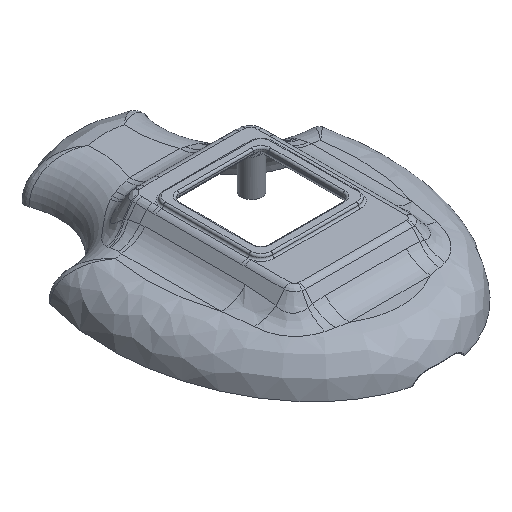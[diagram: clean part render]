
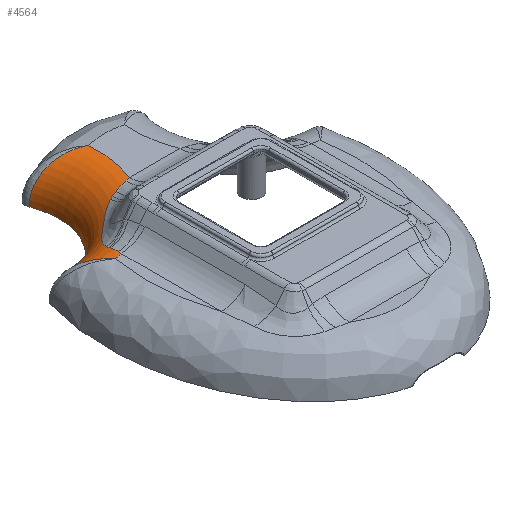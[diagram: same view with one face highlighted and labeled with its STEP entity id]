
A CAD part, isometric view. The second image highlights one B-rep face of the part: STEP entity #4564.
In plain terms, the highlighted toroidal (fillet/blend) face has major radius 26.5 mm and minor radius 10 mm.
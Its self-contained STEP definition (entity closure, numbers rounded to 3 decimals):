
#37=TOROIDAL_SURFACE('',#4924,26.5,10.);
#824=FACE_OUTER_BOUND('',#1110,.T.);
#1110=EDGE_LOOP('',(#3959,#3960,#3961,#3962,#3963,#3964,#3965,#3966,#3967,
#3968,#3969,#3970,#3971,#3972));
#1201=CIRCLE('',#4681,16.5);
#1346=CIRCLE('',#4923,26.5);
#1347=CIRCLE('',#4925,26.5);
#1525=B_SPLINE_CURVE_WITH_KNOTS('',3,(#8165,#8166,#8167,#8168,#8169,#8170,
#8171,#8172,#8173,#8174,#8175),.UNSPECIFIED.,.F.,.F.,(4,1,1,1,1,1,1,1,4),
(-0.002,0.236,0.473,0.592,
0.711,0.949,1.186,1.424,1.661),
 .UNSPECIFIED.);
#1665=B_SPLINE_CURVE_WITH_KNOTS('',3,(#10891,#10892,#10893,#10894),
 .UNSPECIFIED.,.F.,.F.,(4,4),(-0.001,0.116),
 .UNSPECIFIED.);
#1666=B_SPLINE_CURVE_WITH_KNOTS('',3,(#10917,#10918,#10919,#10920),
 .UNSPECIFIED.,.F.,.F.,(4,4),(0.,0.109),.UNSPECIFIED.);
#1668=B_SPLINE_CURVE_WITH_KNOTS('',3,(#10952,#10953,#10954,#10955),
 .UNSPECIFIED.,.F.,.F.,(4,4),(0.006,0.36),
 .UNSPECIFIED.);
#1669=B_SPLINE_CURVE_WITH_KNOTS('',3,(#10975,#10976,#10977,#10978),
 .UNSPECIFIED.,.F.,.F.,(4,4),(0.006,0.177),
 .UNSPECIFIED.);
#1671=B_SPLINE_CURVE_WITH_KNOTS('',3,(#11004,#11005,#11006,#11007),
 .UNSPECIFIED.,.F.,.F.,(4,4),(0.,0.121),.UNSPECIFIED.);
#1672=B_SPLINE_CURVE_WITH_KNOTS('',3,(#11030,#11031,#11032,#11033),
 .UNSPECIFIED.,.F.,.F.,(4,4),(0.,0.49),.UNSPECIFIED.);
#1673=B_SPLINE_CURVE_WITH_KNOTS('',3,(#11059,#11060,#11061,#11062),
 .UNSPECIFIED.,.F.,.F.,(4,4),(0.,0.129),
 .UNSPECIFIED.);
#1698=B_SPLINE_CURVE_WITH_KNOTS('',3,(#11547,#11548,#11549,#11550),
 .UNSPECIFIED.,.F.,.F.,(4,4),(0.,0.188),
 .UNSPECIFIED.);
#1699=B_SPLINE_CURVE_WITH_KNOTS('',3,(#11650,#11651,#11652,#11653,#11654,
#11655,#11656,#11657,#11658,#11659,#11660,#11661,#11662,#11663,#11664),
 .UNSPECIFIED.,.F.,.F.,(4,1,1,1,1,1,1,1,1,1,2,4),(0.,0.145,
0.29,0.436,0.581,0.726,
0.871,1.016,1.162,1.307,1.452,
1.453),.UNSPECIFIED.);
#1700=B_SPLINE_CURVE_WITH_KNOTS('',3,(#11665,#11666,#11667,#11668,#11669,
#11670,#11671,#11672,#11673,#11674),.UNSPECIFIED.,.F.,.F.,(4,2,1,1,1,1,
4),(-0.002,0.,0.281,0.563,0.844,
1.125,1.407),.UNSPECIFIED.);
#1741=VERTEX_POINT('',#6238);
#1742=VERTEX_POINT('',#6240);
#1787=VERTEX_POINT('',#6795);
#1861=VERTEX_POINT('',#8129);
#1862=VERTEX_POINT('',#8164);
#2070=VERTEX_POINT('',#10890);
#2071=VERTEX_POINT('',#10916);
#2072=VERTEX_POINT('',#10951);
#2073=VERTEX_POINT('',#10973);
#2074=VERTEX_POINT('',#10974);
#2075=VERTEX_POINT('',#11028);
#2076=VERTEX_POINT('',#11035);
#2093=VERTEX_POINT('',#11500);
#2094=VERTEX_POINT('',#11648);
#2191=EDGE_CURVE('',#1742,#1741,#1201,.T.);
#2348=EDGE_CURVE('',#1861,#1862,#1525,.T.);
#2689=EDGE_CURVE('',#1862,#2070,#1665,.T.);
#2691=EDGE_CURVE('',#2070,#2071,#1666,.T.);
#2693=EDGE_CURVE('',#2071,#2072,#1668,.T.);
#2695=EDGE_CURVE('',#2073,#2074,#1669,.T.);
#2698=EDGE_CURVE('',#2074,#1861,#1671,.T.);
#2700=EDGE_CURVE('',#2075,#2073,#1672,.T.);
#2704=EDGE_CURVE('',#2072,#2076,#1673,.T.);
#2742=EDGE_CURVE('',#2093,#2075,#1698,.T.);
#2750=EDGE_CURVE('',#1787,#2076,#1346,.T.);
#2751=EDGE_CURVE('',#2093,#2094,#1347,.T.);
#2752=EDGE_CURVE('',#1742,#2094,#1699,.T.);
#2753=EDGE_CURVE('',#1787,#1741,#1700,.T.);
#3959=ORIENTED_EDGE('',*,*,#2348,.F.);
#3960=ORIENTED_EDGE('',*,*,#2698,.F.);
#3961=ORIENTED_EDGE('',*,*,#2695,.F.);
#3962=ORIENTED_EDGE('',*,*,#2700,.F.);
#3963=ORIENTED_EDGE('',*,*,#2742,.F.);
#3964=ORIENTED_EDGE('',*,*,#2751,.T.);
#3965=ORIENTED_EDGE('',*,*,#2752,.F.);
#3966=ORIENTED_EDGE('',*,*,#2191,.T.);
#3967=ORIENTED_EDGE('',*,*,#2753,.F.);
#3968=ORIENTED_EDGE('',*,*,#2750,.T.);
#3969=ORIENTED_EDGE('',*,*,#2704,.F.);
#3970=ORIENTED_EDGE('',*,*,#2693,.F.);
#3971=ORIENTED_EDGE('',*,*,#2691,.F.);
#3972=ORIENTED_EDGE('',*,*,#2689,.F.);
#4564=ADVANCED_FACE('',(#824),#37,.T.);
#4681=AXIS2_PLACEMENT_3D('',#6241,#5107,#5108);
#4923=AXIS2_PLACEMENT_3D('',#11646,#5719,#5720);
#4924=AXIS2_PLACEMENT_3D('',#11647,#5721,#5722);
#4925=AXIS2_PLACEMENT_3D('',#11649,#5723,#5724);
#5107=DIRECTION('center_axis',(0.,0.,-1.));
#5108=DIRECTION('ref_axis',(0.81,-0.587,0.));
#5719=DIRECTION('center_axis',(0.,0.,1.));
#5720=DIRECTION('ref_axis',(0.81,-0.587,0.));
#5721=DIRECTION('center_axis',(0.,0.,-1.));
#5722=DIRECTION('ref_axis',(0.808,-0.59,0.));
#5723=DIRECTION('center_axis',(0.,0.,1.));
#5724=DIRECTION('ref_axis',(0.81,-0.587,0.));
#6238=CARTESIAN_POINT('',(-32.465,18.565,22.));
#6240=CARTESIAN_POINT('',(-15.792,41.4,22.));
#6241=CARTESIAN_POINT('Origin',(-31.,35.,22.));
#6795=CARTESIAN_POINT('',(-26.226,8.934,32.));
#8129=CARTESIAN_POINT('',(-12.384,23.965,30.74));
#8164=CARTESIAN_POINT('',(-23.878,13.397,31.269));
#8165=CARTESIAN_POINT('Ctrl Pts',(-12.384,23.965,30.74));
#8166=CARTESIAN_POINT('Ctrl Pts',(-12.894,23.787,30.547));
#8167=CARTESIAN_POINT('Ctrl Pts',(-13.966,23.279,30.135));
#8168=CARTESIAN_POINT('Ctrl Pts',(-15.559,22.203,29.625));
#8169=CARTESIAN_POINT('Ctrl Pts',(-17.083,21.026,29.335));
#8170=CARTESIAN_POINT('Ctrl Pts',(-18.799,19.619,29.212));
#8171=CARTESIAN_POINT('Ctrl Pts',(-20.779,17.867,29.518));
#8172=CARTESIAN_POINT('Ctrl Pts',(-22.36,16.225,30.133));
#8173=CARTESIAN_POINT('Ctrl Pts',(-23.4,14.761,30.748));
#8174=CARTESIAN_POINT('Ctrl Pts',(-23.766,13.847,31.11));
#8175=CARTESIAN_POINT('Ctrl Pts',(-23.878,13.397,31.269));
#10890=CARTESIAN_POINT('',(-23.983,12.741,31.487));
#10891=CARTESIAN_POINT('Ctrl Pts',(-23.878,13.397,31.269));
#10892=CARTESIAN_POINT('Ctrl Pts',(-23.933,13.176,31.347));
#10893=CARTESIAN_POINT('Ctrl Pts',(-23.967,12.957,31.42));
#10894=CARTESIAN_POINT('Ctrl Pts',(-23.983,12.741,31.487));
#10916=CARTESIAN_POINT('',(-24.023,12.131,31.659));
#10917=CARTESIAN_POINT('Ctrl Pts',(-23.983,12.741,31.487));
#10918=CARTESIAN_POINT('Ctrl Pts',(-23.998,12.539,31.55));
#10919=CARTESIAN_POINT('Ctrl Pts',(-24.011,12.335,31.607));
#10920=CARTESIAN_POINT('Ctrl Pts',(-24.023,12.131,31.659));
#10951=CARTESIAN_POINT('',(-24.207,10.104,31.976));
#10952=CARTESIAN_POINT('Ctrl Pts',(-24.023,12.131,31.659));
#10953=CARTESIAN_POINT('Ctrl Pts',(-24.079,11.465,31.825));
#10954=CARTESIAN_POINT('Ctrl Pts',(-24.134,10.786,31.931));
#10955=CARTESIAN_POINT('Ctrl Pts',(-24.207,10.104,31.976));
#10973=CARTESIAN_POINT('',(-10.599,24.336,31.375));
#10974=CARTESIAN_POINT('',(-11.63,24.166,31.025));
#10975=CARTESIAN_POINT('Ctrl Pts',(-10.599,24.336,31.375));
#10976=CARTESIAN_POINT('Ctrl Pts',(-10.943,24.286,31.271));
#10977=CARTESIAN_POINT('Ctrl Pts',(-11.286,24.229,31.154));
#10978=CARTESIAN_POINT('Ctrl Pts',(-11.63,24.166,31.025));
#11004=CARTESIAN_POINT('Ctrl Pts',(-11.63,24.166,31.025));
#11005=CARTESIAN_POINT('Ctrl Pts',(-11.874,24.121,30.934));
#11006=CARTESIAN_POINT('Ctrl Pts',(-12.125,24.055,30.839));
#11007=CARTESIAN_POINT('Ctrl Pts',(-12.384,23.965,30.74));
#11028=CARTESIAN_POINT('',(-7.601,24.803,31.952));
#11030=CARTESIAN_POINT('Ctrl Pts',(-7.601,24.803,31.952));
#11031=CARTESIAN_POINT('Ctrl Pts',(-8.604,24.641,31.869));
#11032=CARTESIAN_POINT('Ctrl Pts',(-9.604,24.505,31.673));
#11033=CARTESIAN_POINT('Ctrl Pts',(-10.599,24.336,31.375));
#11035=CARTESIAN_POINT('',(-24.318,9.356,32.));
#11059=CARTESIAN_POINT('Ctrl Pts',(-24.207,10.104,31.976));
#11060=CARTESIAN_POINT('Ctrl Pts',(-24.234,9.856,31.992));
#11061=CARTESIAN_POINT('Ctrl Pts',(-24.271,9.606,32.));
#11062=CARTESIAN_POINT('Ctrl Pts',(-24.318,9.356,32.));
#11500=CARTESIAN_POINT('',(-6.442,25.043,32.));
#11547=CARTESIAN_POINT('Ctrl Pts',(-6.442,25.043,32.));
#11548=CARTESIAN_POINT('Ctrl Pts',(-6.829,24.946,32.));
#11549=CARTESIAN_POINT('Ctrl Pts',(-7.217,24.865,31.984));
#11550=CARTESIAN_POINT('Ctrl Pts',(-7.601,24.803,31.952));
#11646=CARTESIAN_POINT('Origin',(-31.,35.,32.));
#11647=CARTESIAN_POINT('Origin',(-31.,35.,22.));
#11648=CARTESIAN_POINT('',(-4.611,37.423,32.));
#11649=CARTESIAN_POINT('Origin',(-31.,35.,32.));
#11650=CARTESIAN_POINT('Ctrl Pts',(-15.792,41.4,22.));
#11651=CARTESIAN_POINT('Ctrl Pts',(-15.792,41.4,22.605));
#11652=CARTESIAN_POINT('Ctrl Pts',(-15.659,41.379,23.831));
#11653=CARTESIAN_POINT('Ctrl Pts',(-15.1,41.28,25.542));
#11654=CARTESIAN_POINT('Ctrl Pts',(-14.232,41.105,27.095));
#11655=CARTESIAN_POINT('Ctrl Pts',(-13.149,40.85,28.424));
#11656=CARTESIAN_POINT('Ctrl Pts',(-11.887,40.504,29.553));
#11657=CARTESIAN_POINT('Ctrl Pts',(-10.52,40.069,30.455));
#11658=CARTESIAN_POINT('Ctrl Pts',(-9.077,39.541,31.151));
#11659=CARTESIAN_POINT('Ctrl Pts',(-7.595,38.925,31.642));
#11660=CARTESIAN_POINT('Ctrl Pts',(-6.102,38.224,31.934));
#11661=CARTESIAN_POINT('Ctrl Pts',(-5.113,37.702,31.999));
#11662=CARTESIAN_POINT('Ctrl Pts',(-4.621,37.428,32.));
#11663=CARTESIAN_POINT('Ctrl Pts',(-4.616,37.425,32.));
#11664=CARTESIAN_POINT('Ctrl Pts',(-4.611,37.423,32.));
#11665=CARTESIAN_POINT('Ctrl Pts',(-26.226,8.934,32.));
#11666=CARTESIAN_POINT('Ctrl Pts',(-26.23,8.938,32.));
#11667=CARTESIAN_POINT('Ctrl Pts',(-26.234,8.943,32.));
#11668=CARTESIAN_POINT('Ctrl Pts',(-26.938,9.798,31.999));
#11669=CARTESIAN_POINT('Ctrl Pts',(-28.287,11.538,31.716));
#11670=CARTESIAN_POINT('Ctrl Pts',(-30.019,14.085,30.478));
#11671=CARTESIAN_POINT('Ctrl Pts',(-31.375,16.384,28.408));
#11672=CARTESIAN_POINT('Ctrl Pts',(-32.255,18.108,25.532));
#11673=CARTESIAN_POINT('Ctrl Pts',(-32.465,18.565,23.172));
#11674=CARTESIAN_POINT('Ctrl Pts',(-32.465,18.565,22.));
